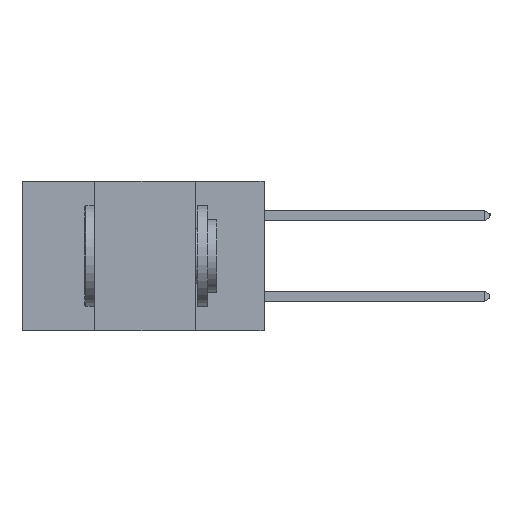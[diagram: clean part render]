
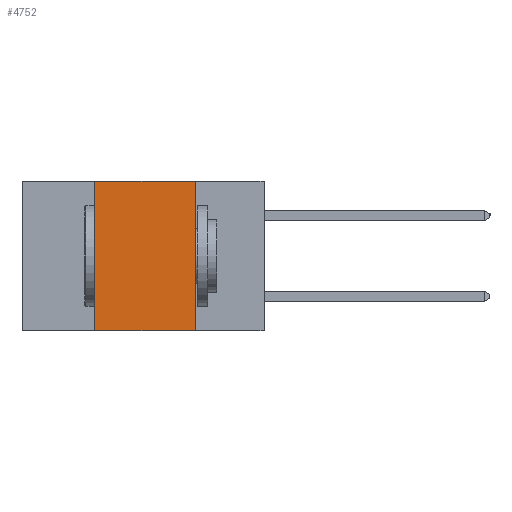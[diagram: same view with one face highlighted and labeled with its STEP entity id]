
A CAD part, left-side view. The second image highlights one B-rep face of the part: STEP entity #4752.
In plain terms, the highlighted planar face has unit normal (-1, 0, 0).
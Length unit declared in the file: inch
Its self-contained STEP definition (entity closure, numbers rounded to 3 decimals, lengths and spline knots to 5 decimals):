
#267 = EDGE_CURVE ( 'NONE', #5628, #6356, #1210, .T. ) ;
#651 = CARTESIAN_POINT ( 'NONE',  ( 0., 0.42, -0.37 ) ) ;
#1012 = FACE_OUTER_BOUND ( 'NONE', #6079, .T. ) ;
#1101 = LINE ( 'NONE', #11863, #10034 ) ;
#1210 = LINE ( 'NONE', #9555, #11113 ) ;
#1604 = EDGE_CURVE ( 'NONE', #6356, #6099, #1101, .T. ) ;
#2782 = DIRECTION ( 'NONE',  ( 0., -1., 0. ) ) ;
#3863 = CARTESIAN_POINT ( 'NONE',  ( 0., 0.17, -0.37 ) ) ;
#4061 = ORIENTED_EDGE ( 'NONE', *, *, #1604, .F. ) ;
#4318 = ORIENTED_EDGE ( 'NONE', *, *, #267, .F. ) ;
#4553 = ORIENTED_EDGE ( 'NONE', *, *, #10085, .F. ) ;
#4752 = ADVANCED_FACE ( 'NONE', ( #1012 ), #11149, .F. ) ;
#4811 = EDGE_CURVE ( 'NONE', #5321, #6099, #6407, .T. ) ;
#5085 = ORIENTED_EDGE ( 'NONE', *, *, #4811, .T. ) ;
#5321 = VERTEX_POINT ( 'NONE', #11806 ) ;
#5367 = DIRECTION ( 'NONE',  ( 0., 0., 1. ) ) ;
#5628 = VERTEX_POINT ( 'NONE', #11792 ) ;
#6024 = AXIS2_PLACEMENT_3D ( 'NONE', #9301, #7326, #7439 ) ;
#6079 = EDGE_LOOP ( 'NONE', ( #4061, #4318, #4553, #5085 ) ) ;
#6099 = VERTEX_POINT ( 'NONE', #3863 ) ;
#6356 = VERTEX_POINT ( 'NONE', #10383 ) ;
#6407 = LINE ( 'NONE', #10086, #10446 ) ;
#6840 = VECTOR ( 'NONE', #5367, 39.37008 ) ;
#7309 = DIRECTION ( 'NONE',  ( 0., 0., -1. ) ) ;
#7326 = DIRECTION ( 'NONE',  ( 1., 0., 0. ) ) ;
#7439 = DIRECTION ( 'NONE',  ( 0., 0., -1. ) ) ;
#9301 = CARTESIAN_POINT ( 'NONE',  ( 0., 0.6, 0. ) ) ;
#9555 = CARTESIAN_POINT ( 'NONE',  ( 0., 0.6, 0. ) ) ;
#9611 = DIRECTION ( 'NONE',  ( 0., -1., 0. ) ) ;
#10034 = VECTOR ( 'NONE', #7309, 39.37008 ) ;
#10085 = EDGE_CURVE ( 'NONE', #5321, #5628, #10785, .T. ) ;
#10086 = CARTESIAN_POINT ( 'NONE',  ( 0., 0.6, -0.37 ) ) ;
#10383 = CARTESIAN_POINT ( 'NONE',  ( 0., 0.17, 0. ) ) ;
#10446 = VECTOR ( 'NONE', #2782, 39.37008 ) ;
#10785 = LINE ( 'NONE', #651, #6840 ) ;
#11113 = VECTOR ( 'NONE', #9611, 39.37008 ) ;
#11149 = PLANE ( 'NONE',  #6024 ) ;
#11792 = CARTESIAN_POINT ( 'NONE',  ( 0., 0.42, 0. ) ) ;
#11806 = CARTESIAN_POINT ( 'NONE',  ( 0., 0.42, -0.37 ) ) ;
#11863 = CARTESIAN_POINT ( 'NONE',  ( 0., 0.17, -0.37 ) ) ;
